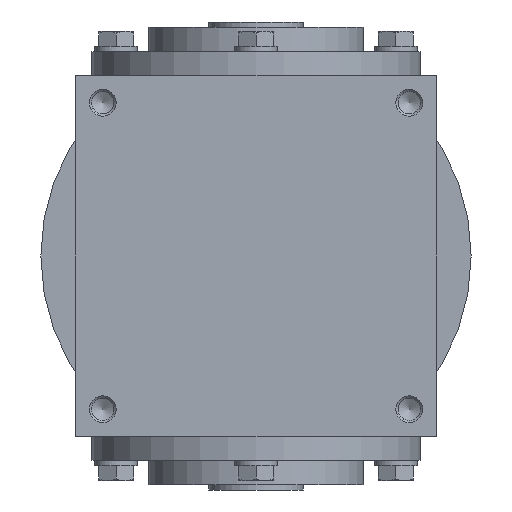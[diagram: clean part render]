
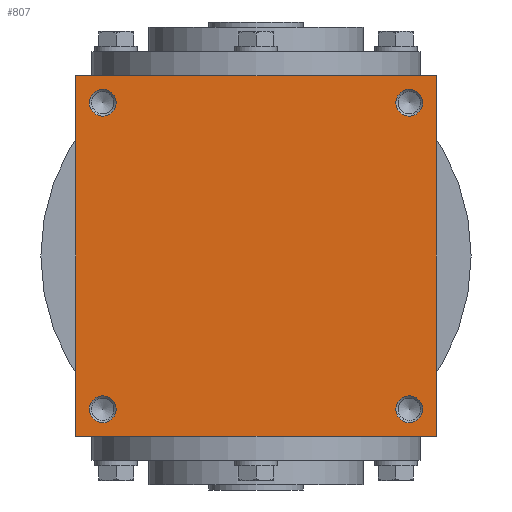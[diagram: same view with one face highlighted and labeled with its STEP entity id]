
A CAD part, left-side view. The second image highlights one B-rep face of the part: STEP entity #807.
In plain terms, the highlighted face is planar.
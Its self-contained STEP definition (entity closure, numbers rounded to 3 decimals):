
#807 = ADVANCED_FACE( '', ( #1657, #1658, #1659, #1660, #1661 ), #1662, .F. );
#1657 = FACE_BOUND( '', #2477, .T. );
#1658 = FACE_BOUND( '', #2478, .T. );
#1659 = FACE_BOUND( '', #2479, .T. );
#1660 = FACE_BOUND( '', #2480, .T. );
#1661 = FACE_OUTER_BOUND( '', #2481, .T. );
#1662 = PLANE( '', #2482 );
#2477 = EDGE_LOOP( '', ( #4154 ) );
#2478 = EDGE_LOOP( '', ( #4155 ) );
#2479 = EDGE_LOOP( '', ( #4156 ) );
#2480 = EDGE_LOOP( '', ( #4157 ) );
#2481 = EDGE_LOOP( '', ( #4158, #4159, #4160, #4161 ) );
#2482 = AXIS2_PLACEMENT_3D( '', #4162, #4163, #4164 );
#4154 = ORIENTED_EDGE( '', *, *, #4655, .F. );
#4155 = ORIENTED_EDGE( '', *, *, #4449, .T. );
#4156 = ORIENTED_EDGE( '', *, *, #4841, .F. );
#4157 = ORIENTED_EDGE( '', *, *, #4559, .T. );
#4158 = ORIENTED_EDGE( '', *, *, #4610, .F. );
#4159 = ORIENTED_EDGE( '', *, *, #4722, .F. );
#4160 = ORIENTED_EDGE( '', *, *, #4487, .F. );
#4161 = ORIENTED_EDGE( '', *, *, #4922, .F. );
#4162 = CARTESIAN_POINT( '', ( 0., 0., -67. ) );
#4163 = DIRECTION( '', ( 0., 0., 1. ) );
#4164 = DIRECTION( '', ( 1., 0., 0. ) );
#4449 = EDGE_CURVE( '', #5231, #5231, #5232, .T. );
#4487 = EDGE_CURVE( '', #5289, #5290, #5291, .T. );
#4559 = EDGE_CURVE( '', #5400, #5400, #5401, .T. );
#4610 = EDGE_CURVE( '', #5473, #5474, #5475, .T. );
#4655 = EDGE_CURVE( '', #5542, #5542, #5543, .T. );
#4722 = EDGE_CURVE( '', #5290, #5473, #5644, .T. );
#4841 = EDGE_CURVE( '', #5794, #5794, #5795, .T. );
#4922 = EDGE_CURVE( '', #5474, #5289, #5885, .T. );
#5231 = VERTEX_POINT( '', #6273 );
#5232 = CIRCLE( '', #6274, 5. );
#5289 = VERTEX_POINT( '', #6338 );
#5290 = VERTEX_POINT( '', #6339 );
#5291 = LINE( '', #6340, #6341 );
#5400 = VERTEX_POINT( '', #6477 );
#5401 = CIRCLE( '', #6478, 5. );
#5473 = VERTEX_POINT( '', #6580 );
#5474 = VERTEX_POINT( '', #6581 );
#5475 = LINE( '', #6582, #6583 );
#5542 = VERTEX_POINT( '', #6691 );
#5543 = CIRCLE( '', #6692, 5. );
#5644 = LINE( '', #6817, #6818 );
#5794 = VERTEX_POINT( '', #7000 );
#5795 = CIRCLE( '', #7001, 5. );
#5885 = LINE( '', #7108, #7109 );
#6273 = CARTESIAN_POINT( '', ( 62., 57., -67. ) );
#6274 = AXIS2_PLACEMENT_3D( '', #7412, #7413, #7414 );
#6338 = CARTESIAN_POINT( '', ( 67., -67., -67. ) );
#6339 = CARTESIAN_POINT( '', ( 67., 67., -67. ) );
#6340 = CARTESIAN_POINT( '', ( 67., -67., -67. ) );
#6341 = VECTOR( '', #7486, 1000. );
#6477 = CARTESIAN_POINT( '', ( 62., -57., -67. ) );
#6478 = AXIS2_PLACEMENT_3D( '', #7600, #7601, #7602 );
#6580 = CARTESIAN_POINT( '', ( -67., 67., -67. ) );
#6581 = CARTESIAN_POINT( '', ( -67., -67., -67. ) );
#6582 = CARTESIAN_POINT( '', ( -67., 67., -67. ) );
#6583 = VECTOR( '', #7660, 1000. );
#6691 = CARTESIAN_POINT( '', ( -62., 57., -67. ) );
#6692 = AXIS2_PLACEMENT_3D( '', #7710, #7711, #7712 );
#6817 = CARTESIAN_POINT( '', ( 67., 67., -67. ) );
#6818 = VECTOR( '', #7824, 1000. );
#7000 = CARTESIAN_POINT( '', ( -62., -57., -67. ) );
#7001 = AXIS2_PLACEMENT_3D( '', #7985, #7986, #7987 );
#7108 = CARTESIAN_POINT( '', ( -67., -67., -67. ) );
#7109 = VECTOR( '', #8069, 1000. );
#7412 = CARTESIAN_POINT( '', ( 57., 57., -67. ) );
#7413 = DIRECTION( '', ( 0., 0., 1. ) );
#7414 = DIRECTION( '', ( 1., 0., 0. ) );
#7486 = DIRECTION( '', ( 0., 1., 0. ) );
#7600 = CARTESIAN_POINT( '', ( 57., -57., -67. ) );
#7601 = DIRECTION( '', ( 0., 0., 1. ) );
#7602 = DIRECTION( '', ( 1., 0., 0. ) );
#7660 = DIRECTION( '', ( 0., -1., 0. ) );
#7710 = CARTESIAN_POINT( '', ( -57., 57., -67. ) );
#7711 = DIRECTION( '', ( 0., 0., -1. ) );
#7712 = DIRECTION( '', ( -1., 0., 0. ) );
#7824 = DIRECTION( '', ( -1., 0., 0. ) );
#7985 = CARTESIAN_POINT( '', ( -57., -57., -67. ) );
#7986 = DIRECTION( '', ( 0., 0., -1. ) );
#7987 = DIRECTION( '', ( -1., 0., 0. ) );
#8069 = DIRECTION( '', ( 1., 0., 0. ) );
